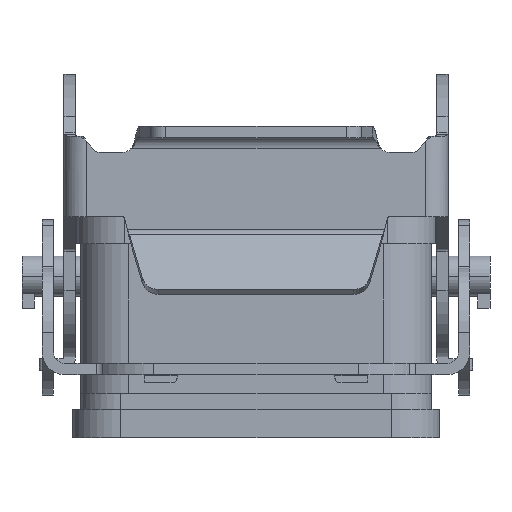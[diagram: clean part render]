
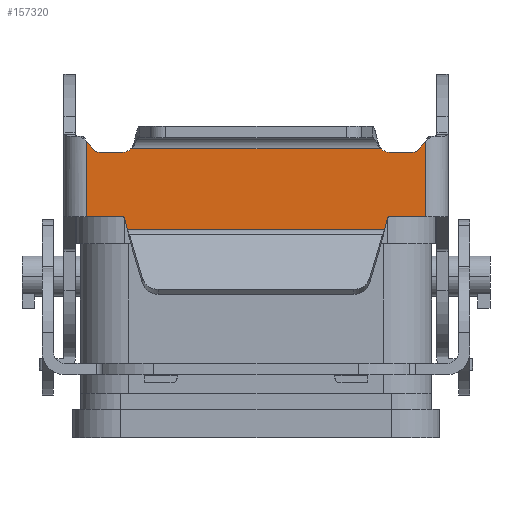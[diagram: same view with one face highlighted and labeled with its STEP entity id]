
A CAD part, left-side view. The second image highlights one B-rep face of the part: STEP entity #157320.
In plain terms, the highlighted planar face has unit normal (-1, 0, 0).
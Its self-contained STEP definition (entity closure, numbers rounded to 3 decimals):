
#113390=CARTESIAN_POINT('',(-76.167,-15.923,
5.801));
#113400=VERTEX_POINT('',#113390);
#123610=CARTESIAN_POINT('',(-76.167,-15.496,
15.778));
#123620=VERTEX_POINT('',#123610);
#124270=CARTESIAN_POINT('',(-76.167,-16.533,
15.361));
#124280=VERTEX_POINT('',#124270);
#124310=CARTESIAN_POINT('',(-76.167,-16.533,
16.861));
#124320=DIRECTION('',(1.,0.,0.));
#124330=DIRECTION('',(0.,-0.966,
0.259));
#124340=AXIS2_PLACEMENT_3D('',#124310,#124320,#124330);
#124350=CIRCLE('',#124340,1.5);
#124360=EDGE_CURVE('',#124280,#123620,#124350,.T.);
#129490=CARTESIAN_POINT('',(-76.167,-21.,16.685));
#129500=VERTEX_POINT('',#129490);
#135320=CARTESIAN_POINT('',(-76.167,-21.,7.361));
#135330=VERTEX_POINT('',#135320);
#135360=CARTESIAN_POINT('',(-76.167,-21.,7.361));
#135370=DIRECTION('',(0.,0.,1.));
#135380=VECTOR('',#135370,9.324);
#135390=LINE('',#135360,#135380);
#135400=EDGE_CURVE('',#135330,#129500,#135390,.T.);
#142250=CARTESIAN_POINT('',(-76.167,-20.189,
15.718));
#142260=VERTEX_POINT('',#142250);
#142310=CARTESIAN_POINT('',(-76.167,-19.423,
16.361));
#142320=DIRECTION('',(1.,0.,0.));
#142330=DIRECTION('',(0.,0.,1.));
#142340=AXIS2_PLACEMENT_3D('',#142310,#142320,#142330);
#142350=CIRCLE('',#142340,1.);
#142360=CARTESIAN_POINT('',(-76.167,-19.423,
15.361));
#142370=VERTEX_POINT('',#142360);
#142380=EDGE_CURVE('',#142260,#142370,#142350,.T.);
#142640=CARTESIAN_POINT('',(-76.167,-19.423,
15.361));
#142650=DIRECTION('',(0.,1.,0.));
#142660=VECTOR('',#142650,2.889);
#142670=LINE('',#142640,#142660);
#142680=EDGE_CURVE('',#142370,#124280,#142670,.T.);
#142850=CARTESIAN_POINT('',(-76.167,-15.923,
5.801));
#142860=DIRECTION('',(0.,-0.259,0.966
));
#142870=VECTOR('',#142860,1.423);
#142880=LINE('',#142850,#142870);
#142890=CARTESIAN_POINT('',(-76.167,-16.292,
7.176));
#142900=VERTEX_POINT('',#142890);
#142910=EDGE_CURVE('',#113400,#142900,#142880,.T.);
#143180=CARTESIAN_POINT('',(-76.167,-16.533,
7.111));
#143190=DIRECTION('',(1.,0.,0.));
#143200=DIRECTION('',(0.,0.,-1.));
#143210=AXIS2_PLACEMENT_3D('',#143180,#143190,#143200);
#143220=CIRCLE('',#143210,0.25);
#143230=CARTESIAN_POINT('',(-76.167,-16.533,
7.361));
#143240=VERTEX_POINT('',#143230);
#143250=EDGE_CURVE('',#142900,#143240,#143220,.T.);
#143620=CARTESIAN_POINT('',(-76.167,-16.533,
7.361));
#143630=DIRECTION('',(0.,-1.,0.));
#143640=VECTOR('',#143630,4.467);
#143650=LINE('',#143620,#143640);
#143660=EDGE_CURVE('',#143240,#135330,#143650,.T.);
#143760=CARTESIAN_POINT('',(-76.167,-21.,16.685));
#143770=DIRECTION('',(0.,0.643,-0.766)
);
#143780=VECTOR('',#143770,1.262);
#143790=LINE('',#143760,#143780);
#143800=EDGE_CURVE('',#129500,#142260,#143790,.T.);
#155920=CARTESIAN_POINT('',(-76.167,15.923,
5.801));
#155930=VERTEX_POINT('',#155920);
#156160=CARTESIAN_POINT('',(-76.167,15.923,
5.801));
#156170=DIRECTION('',(0.,-1.,0.));
#156180=VECTOR('',#156170,31.847);
#156190=LINE('',#156160,#156180);
#156200=EDGE_CURVE('',#155930,#113400,#156190,.T.);
#156350=CARTESIAN_POINT('',(-76.167,16.292,
7.176));
#156360=VERTEX_POINT('',#156350);
#156390=CARTESIAN_POINT('',(-76.167,15.923,
5.801));
#156400=DIRECTION('',(0.,0.259,0.966)
);
#156410=VECTOR('',#156400,1.423);
#156420=LINE('',#156390,#156410);
#156430=EDGE_CURVE('',#155930,#156360,#156420,.T.);
#156500=CARTESIAN_POINT('',(-76.167,30.488,
9.355));
#156510=DIRECTION('',(1.,0.,-0.));
#156520=DIRECTION('',(0.,0.,1.));
#156530=AXIS2_PLACEMENT_3D('',#156500,#156510,#156520);
#156540=PLANE('',#156530);
#156550=ORIENTED_EDGE('',*,*,#124360,.T.);
#156560=ORIENTED_EDGE('',*,*,#142680,.T.);
#156570=ORIENTED_EDGE('',*,*,#142380,.T.);
#156580=ORIENTED_EDGE('',*,*,#143800,.T.);
#156590=ORIENTED_EDGE('',*,*,#135400,.T.);
#156600=ORIENTED_EDGE('',*,*,#143660,.T.);
#156610=ORIENTED_EDGE('',*,*,#143250,.T.);
#156620=ORIENTED_EDGE('',*,*,#142910,.T.);
#156630=ORIENTED_EDGE('',*,*,#156200,.T.);
#156640=ORIENTED_EDGE('',*,*,#156430,.F.);
#156650=CARTESIAN_POINT('',(-76.167,16.533,
7.111));
#156660=DIRECTION('',(-1.,0.,0.));
#156670=DIRECTION('',(0.,0.,-1.));
#156680=AXIS2_PLACEMENT_3D('',#156650,#156660,#156670);
#156690=CIRCLE('',#156680,0.25);
#156700=CARTESIAN_POINT('',(-76.167,16.533,
7.361));
#156710=VERTEX_POINT('',#156700);
#156720=EDGE_CURVE('',#156360,#156710,#156690,.T.);
#156730=ORIENTED_EDGE('',*,*,#156720,.F.);
#156740=CARTESIAN_POINT('',(-76.167,16.533,
7.361));
#156750=DIRECTION('',(0.,1.,0.));
#156760=VECTOR('',#156750,4.467);
#156770=LINE('',#156740,#156760);
#156780=CARTESIAN_POINT('',(-76.167,21.,7.361));
#156790=VERTEX_POINT('',#156780);
#156800=EDGE_CURVE('',#156710,#156790,#156770,.T.);
#156810=ORIENTED_EDGE('',*,*,#156800,.F.);
#156820=CARTESIAN_POINT('',(-76.167,21.,16.685));
#156830=DIRECTION('',(0.,0.,-1.));
#156840=VECTOR('',#156830,9.324);
#156850=LINE('',#156820,#156840);
#156860=CARTESIAN_POINT('',(-76.167,21.,16.685));
#156870=VERTEX_POINT('',#156860);
#156880=EDGE_CURVE('',#156870,#156790,#156850,.T.);
#156890=ORIENTED_EDGE('',*,*,#156880,.T.);
#156900=CARTESIAN_POINT('',(-76.167,21.,16.685));
#156910=DIRECTION('',(0.,-0.643,-0.766
));
#156920=VECTOR('',#156910,1.262);
#156930=LINE('',#156900,#156920);
#156940=CARTESIAN_POINT('',(-76.167,20.189,
15.718));
#156950=VERTEX_POINT('',#156940);
#156960=EDGE_CURVE('',#156870,#156950,#156930,.T.);
#156970=ORIENTED_EDGE('',*,*,#156960,.F.);
#156980=CARTESIAN_POINT('',(-76.167,19.423,
16.361));
#156990=DIRECTION('',(-1.,0.,0.));
#157000=DIRECTION('',(0.,0.,1.));
#157010=AXIS2_PLACEMENT_3D('',#156980,#156990,#157000);
#157020=CIRCLE('',#157010,1.);
#157030=CARTESIAN_POINT('',(-76.167,19.423,
15.361));
#157040=VERTEX_POINT('',#157030);
#157050=EDGE_CURVE('',#156950,#157040,#157020,.T.);
#157060=ORIENTED_EDGE('',*,*,#157050,.F.);
#157070=CARTESIAN_POINT('',(-76.167,19.423,
15.361));
#157080=DIRECTION('',(0.,-1.,0.));
#157090=VECTOR('',#157080,2.889);
#157100=LINE('',#157070,#157090);
#157110=CARTESIAN_POINT('',(-76.167,16.533,
15.361));
#157120=VERTEX_POINT('',#157110);
#157130=EDGE_CURVE('',#157040,#157120,#157100,.T.);
#157140=ORIENTED_EDGE('',*,*,#157130,.F.);
#157150=CARTESIAN_POINT('',(-76.167,16.533,
16.861));
#157160=DIRECTION('',(-1.,0.,0.));
#157170=DIRECTION('',(0.,0.966,
0.259));
#157180=AXIS2_PLACEMENT_3D('',#157150,#157160,#157170);
#157190=CIRCLE('',#157180,1.5);
#157200=CARTESIAN_POINT('',(-76.167,15.496,
15.778));
#157210=VERTEX_POINT('',#157200);
#157220=EDGE_CURVE('',#157120,#157210,#157190,.T.);
#157230=ORIENTED_EDGE('',*,*,#157220,.F.);
#157240=CARTESIAN_POINT('',(-76.167,-15.496,
15.778));
#157250=DIRECTION('',(0.,1.,0.));
#157260=VECTOR('',#157250,30.992);
#157270=LINE('',#157240,#157260);
#157280=EDGE_CURVE('',#123620,#157210,#157270,.T.);
#157290=ORIENTED_EDGE('',*,*,#157280,.T.);
#157300=EDGE_LOOP('',(#157290,#157230,#157140,#157060,#156970,#156890,
#156810,#156730,#156640,#156630,#156620,#156610,#156600,#156590,#156580,
#156570,#156560,#156550));
#157310=FACE_OUTER_BOUND('',#157300,.T.);
#157320=ADVANCED_FACE('',(#157310),#156540,.F.);
